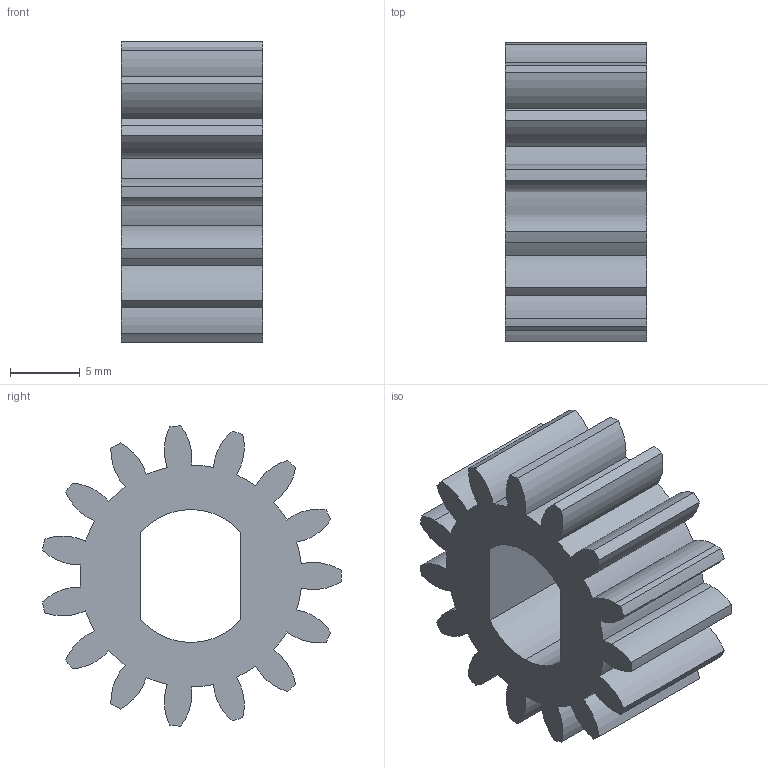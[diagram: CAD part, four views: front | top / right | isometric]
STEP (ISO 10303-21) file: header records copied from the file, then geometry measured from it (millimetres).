
FILE_DESCRIPTION (( 'STEP AP214' ), '1' );
FILE_NAME ('am-0246 15T 20DP DD Bore Gear.STEP', '2016-10-31T14:10:41', ( '' ), ( '' ), 'SwSTEP 2.0', 'SolidWorks 2014', '' );
FILE_SCHEMA (( 'AUTOMOTIVE_DESIGN' ));
Length unit declared in the file: inch
Products named in the file (1): am-0246 15T 20DP DD Bore Gear
Bounding box: 10.16 x 21.43 x 21.54 mm (x, y, z)
Volume: 2121.7 mm3; surface area: 1987.2 mm2
Topology: 1 solids, 1 shells, 71 faces, 207 edges, 138 vertices
Faces by surface type: cylinder 67, plane 4
Entity records: 2479 total; most frequent: DIRECTION 485, CARTESIAN_POINT 417, ORIENTED_EDGE 414, EDGE_CURVE 207, AXIS2_PLACEMENT_3D 206, VERTEX_POINT 138, CIRCLE 134, LINE 73
